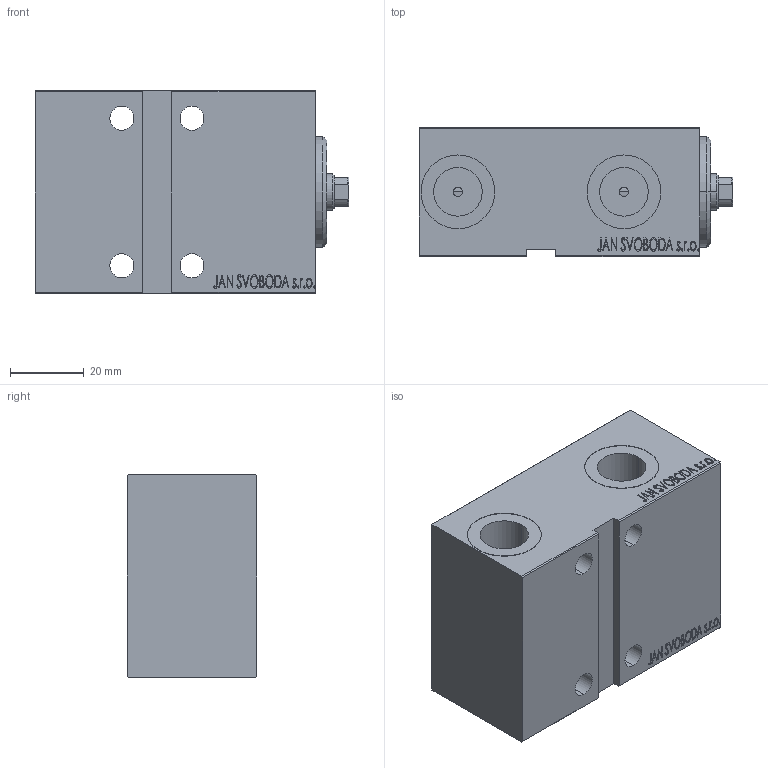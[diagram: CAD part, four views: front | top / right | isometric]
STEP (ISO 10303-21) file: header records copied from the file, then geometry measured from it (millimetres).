
FILE_DESCRIPTION (( 'STEP AP203' ), '1' );
FILE_NAME ('ed8a.STEP', '2022-04-16T22:06:29', ( '' ), ( '' ), 'SwSTEP 2.0', 'SolidWorks 2019', '' );
FILE_SCHEMA (( 'CONFIG_CONTROL_DESIGN' ));
Length unit declared in the file: millimetre
Products named in the file (4): V450CM_E_VCP a0b13f2224d0bf1eaa1d9cb5ca946589; V450CM_VC_B a0b13f2224d0bf1eaa1d9cb5ca946589; V450CM_E_Body a0b13f2224d0bf1eaa1d9cb5ca946589; ed8a
Assembly tree (3 placements, depth 2):
  ed8a
    V450CM_E_Body a0b13f2224d0bf1eaa1d9cb5ca946589
    V450CM_E_VCP a0b13f2224d0bf1eaa1d9cb5ca946589
    V450CM_VC_B a0b13f2224d0bf1eaa1d9cb5ca946589
Bounding box: 85 x 35 x 55 mm (x, y, z)
Volume: 128851.3 mm3; surface area: 33578.4 mm2
Topology: 3 solids, 3 shells, 879 faces, 2260 edges, 1497 vertices
Faces by surface type: plane 417, bspline 380, cylinder 68, cone 14
Entity records: 43972 total; most frequent: CARTESIAN_POINT 24646, ORIENTED_EDGE 4516, DIRECTION 2632, EDGE_CURVE 2258, VERTEX_POINT 1497, LINE 1334, VECTOR 1334, EDGE_LOOP 1009
